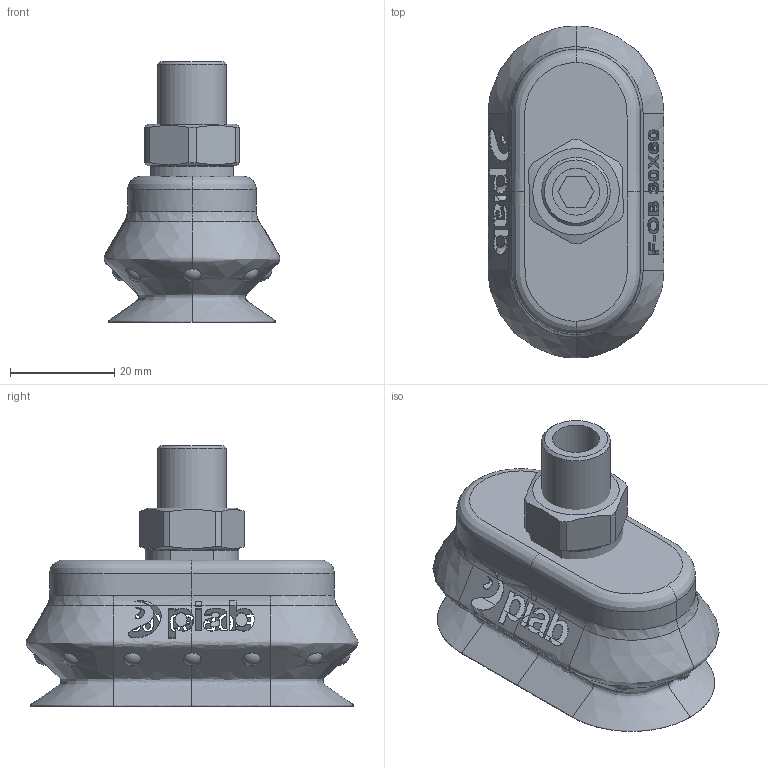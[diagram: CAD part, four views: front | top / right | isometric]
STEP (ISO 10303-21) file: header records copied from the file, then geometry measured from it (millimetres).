
FILE_DESCRIPTION( ( 'Unknown' ), '1' );
FILE_NAME( 'ISM-0900955.stp', 'Unknown', ( 'Unknown' ), ( 'Unknown' ), 'PSStep 17.0.49', 'Unknown', ' ' );
FILE_SCHEMA( ( 'AUTOMOTIVE_DESIGN { 1 0 10303 214 1 1 1 1 }' ) );
Length unit declared in the file: millimetre
Products named in the file (4): Assem1; SE-0408107; SE-0408666; SE-0410676
Assembly tree (3 placements, depth 2):
  Assem1
    SE-0408107
    SE-0408666
    SE-0410676
Bounding box: 33.71 x 63.71 x 50.04 mm (x, y, z)
Volume: 5580.1 mm3; surface area: 12382 mm2
Topology: 2 solids, 12 shells, 292 faces, 868 edges, 576 vertices
Faces by surface type: bspline 158, plane 86, cylinder 22, sphere 16, cone 7, torus 3
Full cylindrical faces by diameter (mm): 5 x2, 9 x1, 11.445 x1, 12 x1, 13.157 x1
Entity records: 22915 total; most frequent: CARTESIAN_POINT 13821, ORIENTED_EDGE 1626, EDGE_CURVE 813, DIRECTION 797, VERTEX_POINT 571, B_SPLINE_CURVE_WITH_KNOTS 388, EDGE_LOOP 370, LINE 329
